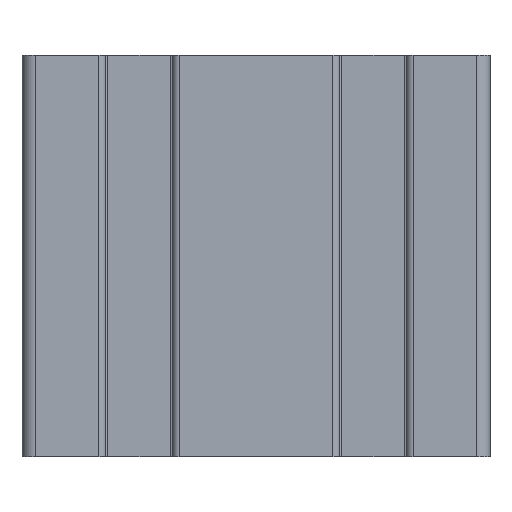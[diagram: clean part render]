
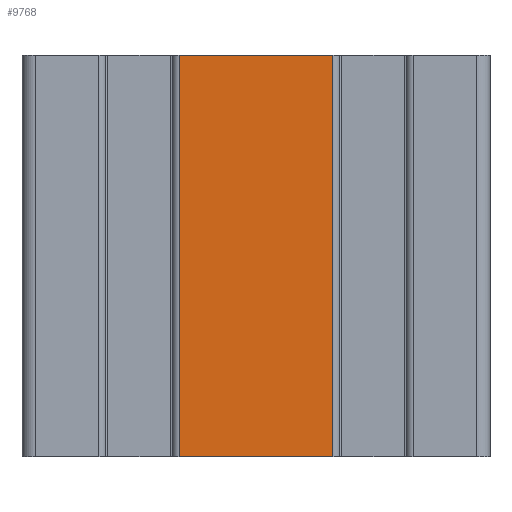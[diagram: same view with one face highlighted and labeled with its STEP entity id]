
A CAD part, left-side view. The second image highlights one B-rep face of the part: STEP entity #9768.
In plain terms, the highlighted planar face has unit normal (-1, 0, 0).
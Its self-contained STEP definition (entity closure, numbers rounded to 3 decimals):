
#22 = VERTEX_POINT ( 'NONE', #6078 ) ;
#295 = EDGE_CURVE ( 'NONE', #7969, #11515, #8682, .T. ) ;
#400 = LINE ( 'NONE', #6626, #6440 ) ;
#1578 = LINE ( 'NONE', #12955, #2095 ) ;
#2095 = VECTOR ( 'NONE', #6807, 1000. ) ;
#2224 = LINE ( 'NONE', #4361, #11988 ) ;
#2529 = FACE_OUTER_BOUND ( 'NONE', #11217, .T. ) ;
#2819 = VECTOR ( 'NONE', #7736, 1000. ) ;
#2936 = ORIENTED_EDGE ( 'NONE', *, *, #295, .T. ) ;
#4361 = CARTESIAN_POINT ( 'NONE',  ( -35., 11.5, -60. ) ) ;
#4607 = PLANE ( 'NONE',  #5844 ) ;
#5747 = DIRECTION ( 'NONE',  ( -1., 0., 0. ) ) ;
#5844 = AXIS2_PLACEMENT_3D ( 'NONE', #6620, #5747, #12967 ) ;
#6064 = CARTESIAN_POINT ( 'NONE',  ( -35., 11.5, 0. ) ) ;
#6078 = CARTESIAN_POINT ( 'NONE',  ( -35., -11.5, -60. ) ) ;
#6212 = EDGE_CURVE ( 'NONE', #22, #7969, #1578, .T. ) ;
#6440 = VECTOR ( 'NONE', #11646, 1000. ) ;
#6620 = CARTESIAN_POINT ( 'NONE',  ( -35., -11.5, -60. ) ) ;
#6626 = CARTESIAN_POINT ( 'NONE',  ( -35., -11.5, -60. ) ) ;
#6807 = DIRECTION ( 'NONE',  ( 0., 0., 1. ) ) ;
#7213 = ORIENTED_EDGE ( 'NONE', *, *, #12627, .F. ) ;
#7394 = ORIENTED_EDGE ( 'NONE', *, *, #6212, .T. ) ;
#7688 = VERTEX_POINT ( 'NONE', #11425 ) ;
#7736 = DIRECTION ( 'NONE',  ( 0., 1., 0. ) ) ;
#7969 = VERTEX_POINT ( 'NONE', #10006 ) ;
#8613 = CARTESIAN_POINT ( 'NONE',  ( -35., -11.5, 0. ) ) ;
#8682 = LINE ( 'NONE', #8613, #2819 ) ;
#9768 = ADVANCED_FACE ( 'NONE', ( #2529 ), #4607, .T. ) ;
#10006 = CARTESIAN_POINT ( 'NONE',  ( -35., -11.5, 0. ) ) ;
#11217 = EDGE_LOOP ( 'NONE', ( #2936, #11328, #7213, #7394 ) ) ;
#11328 = ORIENTED_EDGE ( 'NONE', *, *, #12082, .F. ) ;
#11425 = CARTESIAN_POINT ( 'NONE',  ( -35., 11.5, -60. ) ) ;
#11515 = VERTEX_POINT ( 'NONE', #6064 ) ;
#11646 = DIRECTION ( 'NONE',  ( 0., 1., 0. ) ) ;
#11988 = VECTOR ( 'NONE', #12329, 1000. ) ;
#12082 = EDGE_CURVE ( 'NONE', #7688, #11515, #2224, .T. ) ;
#12329 = DIRECTION ( 'NONE',  ( 0., 0., 1. ) ) ;
#12627 = EDGE_CURVE ( 'NONE', #22, #7688, #400, .T. ) ;
#12955 = CARTESIAN_POINT ( 'NONE',  ( -35., -11.5, -60. ) ) ;
#12967 = DIRECTION ( 'NONE',  ( 0., 1., 0. ) ) ;
